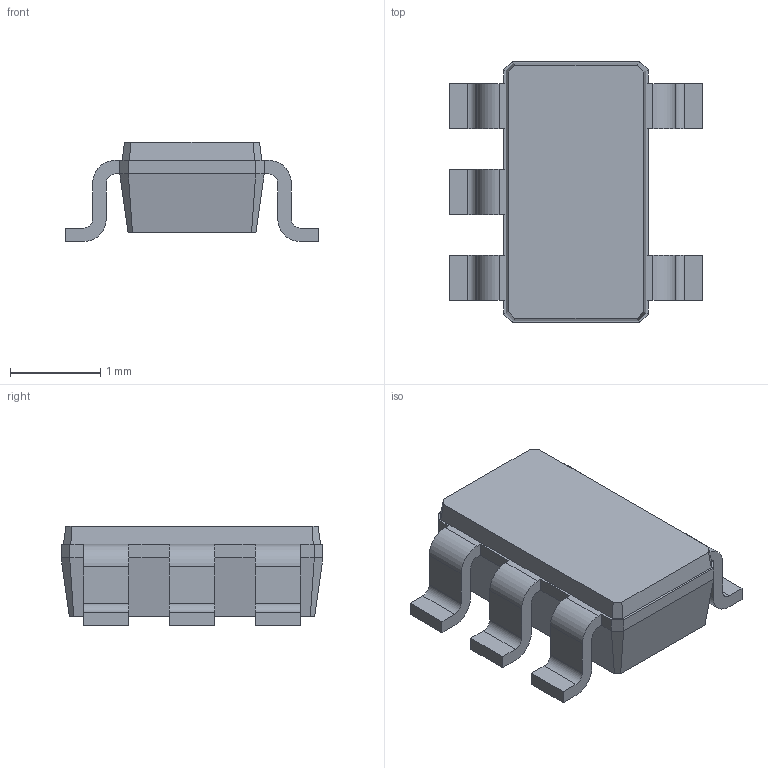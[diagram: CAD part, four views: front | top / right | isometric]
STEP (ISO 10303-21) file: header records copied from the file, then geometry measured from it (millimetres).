
FILE_DESCRIPTION(('FreeCAD Model'),'2;1');
FILE_NAME('Open CASCADE Shape Model','2021-03-25T18:48:13',('Author'),( ''),'Open CASCADE STEP processor 7.4','FreeCAD','Unknown');
FILE_SCHEMA(('AUTOMOTIVE_DESIGN { 1 0 10303 214 1 1 1 1 }'));
Length unit declared in the file: millimetre
Products named in the file (1): SOT_25
Bounding box: 2.8 x 2.9 x 1.1 mm (x, y, z)
Volume: 4.7 mm3; surface area: 24.6 mm2
Topology: 1 solids, 1 shells, 109 faces, 277 edges, 170 vertices
Faces by surface type: plane 60, bspline 29, cylinder 20
Entity records: 7774 total; most frequent: CARTESIAN_POINT 1651, DIRECTION 910, LINE 648, VECTOR 648, ORIENTED_EDGE 554, PCURVE 554, DEFINITIONAL_REPRESENTATION 554, EDGE_CURVE 277
